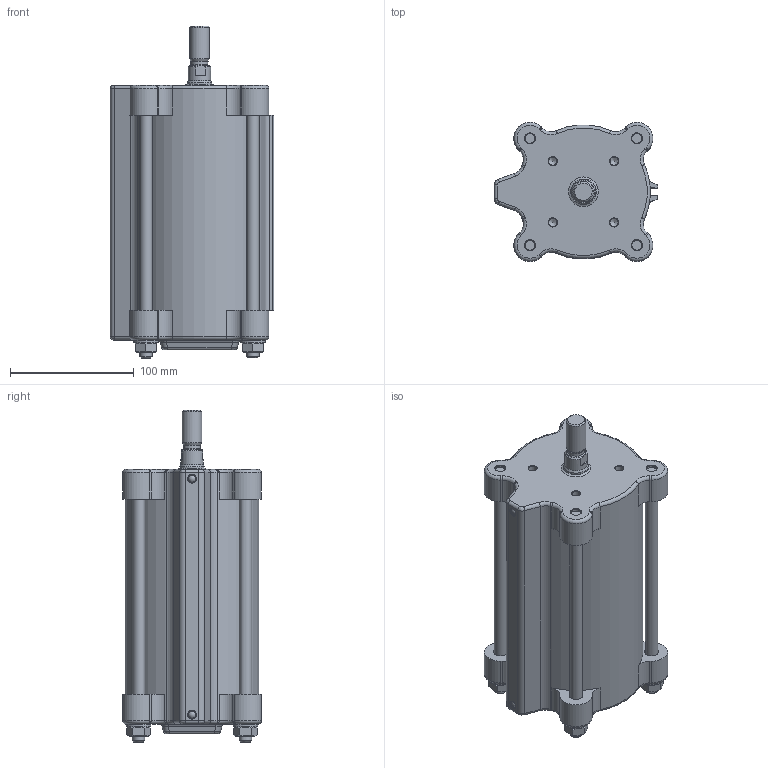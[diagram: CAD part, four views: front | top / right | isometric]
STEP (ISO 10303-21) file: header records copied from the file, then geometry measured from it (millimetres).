
FILE_DESCRIPTION(/* description */ (''),/* implementation_level */ '2;1');
FILE_NAME(/* name */ 'SC100 - 090.stp',/* time_stamp */ '2017-11-22T14:17:25+01:00',/* author */ ('Brumpreuksch'),/* organization */ (''),/* preprocessor_version */ 'ST-DEVELOPER v16.5',/* originating_system */ 'Autodesk Inventor 2017',/* authorisation */ '');
FILE_SCHEMA (('AUTOMOTIVE_DESIGN { 1 0 10303 214 3 1 1 }'));
Length unit declared in the file: millimetre
Products named in the file (1): SC100 - 090
Bounding box: 132 x 112.17 x 268 mm (x, y, z)
Volume: 990635.8 mm3; surface area: 286736.4 mm2
Topology: 1 solids, 22 shells, 953 faces, 2151 edges, 1277 vertices
Faces by surface type: cylinder 252, plane 242, bspline 147, torus 145, cone 101, sphere 66
Full cylindrical faces by diameter (mm): 4 x4, 4.134 x4, 4.917 x4, 6 x7, 6.4 x2, 6.647 x4, 8 x7, 9 x2, 9.4 x1, 10 x12, 10.5 x4, 11 x4, 11.445 x2, 12 x2, 13.7 x1, 14 x4, 15 x2, 16 x1, 18 x3, 20 x9, 20.15 x2, 22 x1, 26.4 x1, 90.2 x2, 95 x4, 98 x2, 99.8 x6, 100 x4
Entity records: 29245 total; most frequent: CARTESIAN_POINT 8606, DIRECTION 4280, ORIENTED_EDGE 3704, AXIS2_PLACEMENT_3D 1928, EDGE_CURVE 1850, EDGE_LOOP 1253, VERTEX_POINT 1189, CIRCLE 1041
